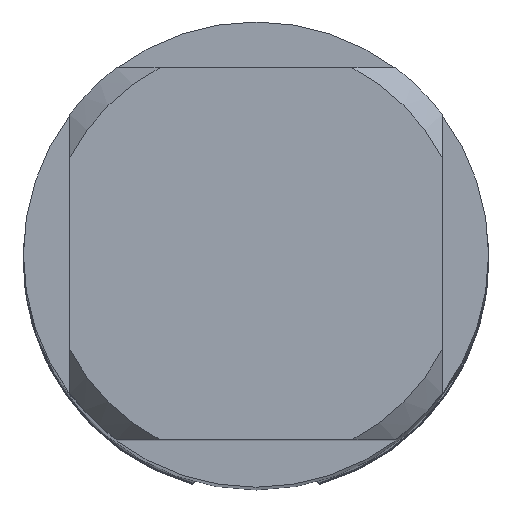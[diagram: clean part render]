
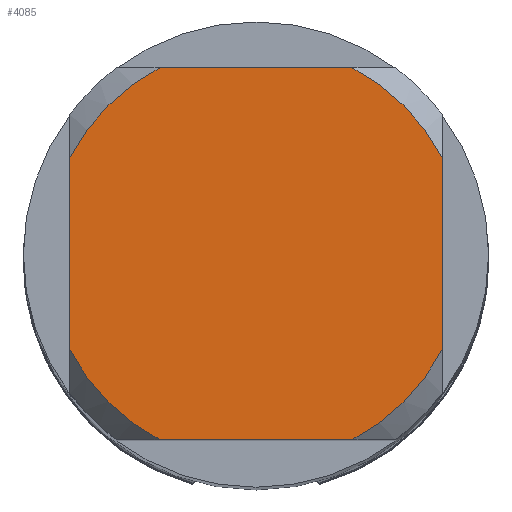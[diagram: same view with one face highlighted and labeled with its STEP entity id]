
A CAD part, top view. The second image highlights one B-rep face of the part: STEP entity #4085.
In plain terms, the highlighted planar face has unit normal (0, 0, 1).
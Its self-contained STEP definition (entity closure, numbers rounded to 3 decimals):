
#2499=EDGE_CURVE('',#5685,#4871,#7420,.T.);
#2507=EDGE_CURVE('',#5585,#3379,#7430,.T.);
#2559=VERTEX_POINT('',#7486);
#3085=EDGE_CURVE('',#6003,#3379,#8054,.T.);
#3107=VERTEX_POINT('',#8076);
#3195=EDGE_CURVE('',#5585,#3107,#8170,.T.);
#3379=VERTEX_POINT('',#8367);
#4085=ADVANCED_FACE('',(#9154),#9155,.T.);
#4871=VERTEX_POINT('',#10014);
#5283=EDGE_CURVE('',#7033,#3107,#10466,.T.);
#5585=VERTEX_POINT('',#10793);
#5685=VERTEX_POINT('',#10904);
#6003=VERTEX_POINT('',#11248);
#6117=EDGE_CURVE('',#7033,#2559,#11369,.T.);
#6497=EDGE_CURVE('',#5685,#2559,#11785,.T.);
#6725=EDGE_CURVE('',#6003,#4871,#12038,.T.);
#7033=VERTEX_POINT('',#12369);
#7420=LINE('',#12779,#12780);
#7430=CIRCLE('',#12791,4.5);
#7486=CARTESIAN_POINT('',(4.0,2.062,0.0));
#8054=LINE('',#13809,#13810);
#8076=CARTESIAN_POINT('',(2.062,-4.0,0.0));
#8170=LINE('',#13965,#13966);
#8367=CARTESIAN_POINT('',(-4.0,-2.062,0.0));
#9154=FACE_OUTER_BOUND('',#15687,.T.);
#9155=PLANE('',#15688);
#10014=CARTESIAN_POINT('',(-2.062,4.0,0.0));
#10466=CIRCLE('',#17978,4.5);
#10793=CARTESIAN_POINT('',(-2.062,-4.0,0.0));
#10904=CARTESIAN_POINT('',(2.062,4.0,0.0));
#11248=CARTESIAN_POINT('',(-4.0,2.062,0.0));
#11369=LINE('',#19453,#19454);
#11785=CIRCLE('',#20141,4.5);
#12038=CIRCLE('',#20525,4.5);
#12369=CARTESIAN_POINT('',(4.0,-2.062,0.0));
#12779=CARTESIAN_POINT('',(0.0,4.0,0.0));
#12780=VECTOR('',#21878,1.0);
#12791=AXIS2_PLACEMENT_3D('',#21896,#21897,#21898);
#13809=CARTESIAN_POINT('',(-4.0,1.125,0.0));
#13810=VECTOR('',#22661,1.0);
#13965=CARTESIAN_POINT('',(0.0,-4.0,0.0));
#13966=VECTOR('',#22742,1.0);
#15687=EDGE_LOOP('',(#24044,#24045,#24046,#24047,#24048,#24049,#24050,#24051));
#15688=AXIS2_PLACEMENT_3D('',#24052,#24053,#24054);
#17978=AXIS2_PLACEMENT_3D('',#25458,#25459,#25460);
#19453=CARTESIAN_POINT('',(4.0,1.125,0.0));
#19454=VECTOR('',#26548,1.0);
#20141=AXIS2_PLACEMENT_3D('',#26994,#26995,#26996);
#20525=AXIS2_PLACEMENT_3D('',#27299,#27300,#27301);
#21878=DIRECTION('',(-1.0,0.0,0.0));
#21896=CARTESIAN_POINT('',(0.0,0.0,0.0));
#21897=DIRECTION('',(0.0,0.0,-1.0));
#21898=DIRECTION('',(0.0,1.0,0.0));
#22661=DIRECTION('',(-0.0,-1.0,0.0));
#22742=DIRECTION('',(1.0,0.0,0.0));
#24044=ORIENTED_EDGE('',*,*,#3085,.T.);
#24045=ORIENTED_EDGE('',*,*,#2507,.F.);
#24046=ORIENTED_EDGE('',*,*,#3195,.T.);
#24047=ORIENTED_EDGE('',*,*,#5283,.F.);
#24048=ORIENTED_EDGE('',*,*,#6117,.T.);
#24049=ORIENTED_EDGE('',*,*,#6497,.F.);
#24050=ORIENTED_EDGE('',*,*,#2499,.T.);
#24051=ORIENTED_EDGE('',*,*,#6725,.F.);
#24052=CARTESIAN_POINT('',(0.0,2.25,0.0));
#24053=DIRECTION('',(-0.0,0.0,1.0));
#24054=DIRECTION('',(0.0,-1.0,0.0));
#25458=CARTESIAN_POINT('',(0.0,0.0,0.0));
#25459=DIRECTION('',(0.0,0.0,-1.0));
#25460=DIRECTION('',(0.0,1.0,0.0));
#26548=DIRECTION('',(-0.0,1.0,0.0));
#26994=CARTESIAN_POINT('',(0.0,0.0,0.0));
#26995=DIRECTION('',(0.0,0.0,-1.0));
#26996=DIRECTION('',(0.0,1.0,0.0));
#27299=CARTESIAN_POINT('',(0.0,0.0,0.0));
#27300=DIRECTION('',(0.0,0.0,-1.0));
#27301=DIRECTION('',(0.0,1.0,0.0));
